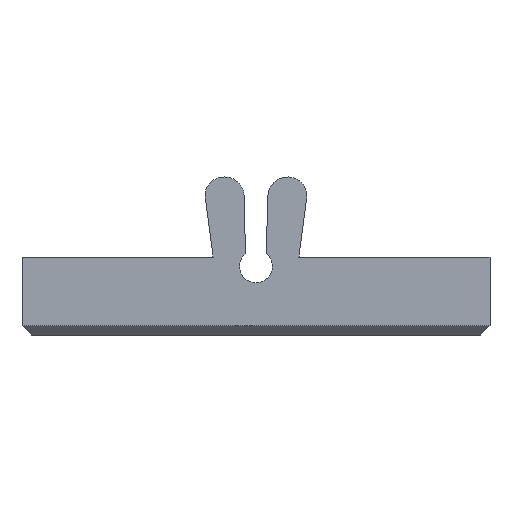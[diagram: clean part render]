
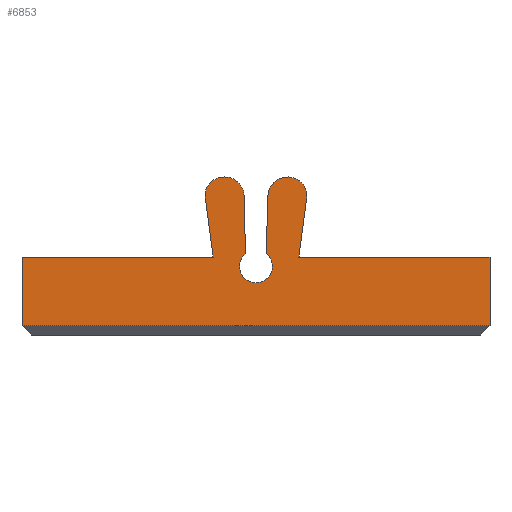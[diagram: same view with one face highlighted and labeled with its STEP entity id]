
A CAD part, left-side view. The second image highlights one B-rep face of the part: STEP entity #6853.
In plain terms, the highlighted planar face has unit normal (-1, 0, 0).
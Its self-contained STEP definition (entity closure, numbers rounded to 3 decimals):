
#83=CIRCLE('',#7239,0.525);
#301=B_SPLINE_CURVE_WITH_KNOTS('',3,(#11253,#11254,#11255,#11256,#11257,
#11258,#11259,#11260,#11261,#11262,#11263,#11264,#11265,#11266,#11267,#11268,
#11269,#11270,#11271),.UNSPECIFIED.,.F.,.F.,(4,3,3,3,3,3,4),(0.033,
0.108,0.145,0.183,0.22,
0.258,0.332),.UNSPECIFIED.);
#302=B_SPLINE_CURVE_WITH_KNOTS('',3,(#11285,#11286,#11287,#11288,#11289,
#11290,#11291,#11292,#11293,#11294,#11295,#11296,#11297,#11298,#11299,#11300,
#11301,#11302,#11303),.UNSPECIFIED.,.F.,.F.,(4,3,3,3,3,3,4),(0.034,
0.191,0.269,0.347,0.425,
0.503,0.66),.UNSPECIFIED.);
#846=FACE_OUTER_BOUND('',#1231,.T.);
#1231=EDGE_LOOP('',(#5360,#5361,#5362,#5363,#5364,#5365,#5366,#5367,#5368,
#5369,#5370,#5371));
#1727=LINE('',#11211,#2369);
#1730=LINE('',#11216,#2372);
#1733=LINE('',#11222,#2375);
#1734=LINE('',#11274,#2376);
#1735=LINE('',#11276,#2377);
#1736=LINE('',#11278,#2378);
#1737=LINE('',#11280,#2379);
#1738=LINE('',#11282,#2380);
#1739=LINE('',#11284,#2381);
#2369=VECTOR('',#7783,1000.);
#2372=VECTOR('',#7788,1000.);
#2375=VECTOR('',#7793,1000.);
#2376=VECTOR('',#7796,10.);
#2377=VECTOR('',#7797,1000.);
#2378=VECTOR('',#7798,1000.);
#2379=VECTOR('',#7799,1000.);
#2380=VECTOR('',#7800,10.);
#2381=VECTOR('',#7801,1000.);
#3044=VERTEX_POINT('',#11143);
#3046=VERTEX_POINT('',#11146);
#3058=VERTEX_POINT('',#11210);
#3059=VERTEX_POINT('',#11214);
#3060=VERTEX_POINT('',#11218);
#3061=VERTEX_POINT('',#11220);
#3062=VERTEX_POINT('',#11273);
#3063=VERTEX_POINT('',#11275);
#3064=VERTEX_POINT('',#11277);
#3065=VERTEX_POINT('',#11279);
#3066=VERTEX_POINT('',#11281);
#3067=VERTEX_POINT('',#11283);
#3875=EDGE_CURVE('',#3046,#3044,#83,.T.);
#3889=EDGE_CURVE('',#3046,#3058,#1727,.T.);
#3892=EDGE_CURVE('',#3044,#3059,#1730,.T.);
#3895=EDGE_CURVE('',#3061,#3060,#1733,.T.);
#3896=EDGE_CURVE('',#3060,#3059,#301,.T.);
#3897=EDGE_CURVE('',#3062,#3061,#1734,.T.);
#3898=EDGE_CURVE('',#3063,#3062,#1735,.T.);
#3899=EDGE_CURVE('',#3063,#3064,#1736,.T.);
#3900=EDGE_CURVE('',#3064,#3065,#1737,.T.);
#3901=EDGE_CURVE('',#3066,#3065,#1738,.T.);
#3902=EDGE_CURVE('',#3066,#3067,#1739,.T.);
#3903=EDGE_CURVE('',#3058,#3067,#302,.T.);
#5360=ORIENTED_EDGE('',*,*,#3875,.T.);
#5361=ORIENTED_EDGE('',*,*,#3892,.T.);
#5362=ORIENTED_EDGE('',*,*,#3896,.F.);
#5363=ORIENTED_EDGE('',*,*,#3895,.F.);
#5364=ORIENTED_EDGE('',*,*,#3897,.F.);
#5365=ORIENTED_EDGE('',*,*,#3898,.F.);
#5366=ORIENTED_EDGE('',*,*,#3899,.T.);
#5367=ORIENTED_EDGE('',*,*,#3900,.T.);
#5368=ORIENTED_EDGE('',*,*,#3901,.F.);
#5369=ORIENTED_EDGE('',*,*,#3902,.T.);
#5370=ORIENTED_EDGE('',*,*,#3903,.F.);
#5371=ORIENTED_EDGE('',*,*,#3889,.F.);
#6574=PLANE('',#7245);
#6853=ADVANCED_FACE('',(#846),#6574,.F.);
#7239=AXIS2_PLACEMENT_3D('',#11147,#7765,#7766);
#7245=AXIS2_PLACEMENT_3D('',#11272,#7794,#7795);
#7765=DIRECTION('center_axis',(1.,0.,0.));
#7766=DIRECTION('ref_axis',(0.,-1.,0.));
#7783=DIRECTION('',(0.,-0.03,1.));
#7788=DIRECTION('',(0.,0.024,1.));
#7793=DIRECTION('',(0.,0.13,0.992));
#7794=DIRECTION('center_axis',(1.,0.,0.));
#7795=DIRECTION('ref_axis',(0.,-1.,0.));
#7796=DIRECTION('',(0.,-1.,0.));
#7797=DIRECTION('',(0.,0.,1.));
#7798=DIRECTION('',(0.,-1.,0.));
#7799=DIRECTION('',(0.,0.,1.));
#7800=DIRECTION('',(0.,-1.,0.));
#7801=DIRECTION('',(0.,-0.13,0.992));
#11143=CARTESIAN_POINT('',(-18.487,13.037,8.856));
#11146=CARTESIAN_POINT('',(-18.487,12.373,8.865));
#11147=CARTESIAN_POINT('Origin',(-18.487,12.7,8.454));
#11210=CARTESIAN_POINT('',(-18.487,12.318,10.724));
#11211=CARTESIAN_POINT('',(-18.487,12.349,9.694));
#11214=CARTESIAN_POINT('',(-18.487,13.082,10.724));
#11216=CARTESIAN_POINT('',(-18.487,13.057,9.69));
#11218=CARTESIAN_POINT('',(-18.487,14.322,10.64));
#11220=CARTESIAN_POINT('',(-18.487,14.075,8.754));
#11222=CARTESIAN_POINT('',(-18.487,14.198,9.697));
#11253=CARTESIAN_POINT('Ctrl Pts',(-18.487,14.322,10.64));
#11254=CARTESIAN_POINT('Ctrl Pts',(-18.487,14.342,10.777));
#11255=CARTESIAN_POINT('Ctrl Pts',(-18.487,14.329,10.873));
#11256=CARTESIAN_POINT('Ctrl Pts',(-18.487,14.265,10.99));
#11257=CARTESIAN_POINT('Ctrl Pts',(-18.487,14.233,11.049));
#11258=CARTESIAN_POINT('Ctrl Pts',(-18.487,14.189,11.114));
#11259=CARTESIAN_POINT('Ctrl Pts',(-18.487,14.124,11.17));
#11260=CARTESIAN_POINT('Ctrl Pts',(-18.487,14.058,11.227));
#11261=CARTESIAN_POINT('Ctrl Pts',(-18.487,13.972,11.276));
#11262=CARTESIAN_POINT('Ctrl Pts',(-18.487,13.872,11.301));
#11263=CARTESIAN_POINT('Ctrl Pts',(-18.487,13.772,11.326));
#11264=CARTESIAN_POINT('Ctrl Pts',(-18.487,13.658,11.327));
#11265=CARTESIAN_POINT('Ctrl Pts',(-18.487,13.553,11.3));
#11266=CARTESIAN_POINT('Ctrl Pts',(-18.487,13.447,11.273));
#11267=CARTESIAN_POINT('Ctrl Pts',(-18.487,13.351,11.218));
#11268=CARTESIAN_POINT('Ctrl Pts',(-18.487,13.278,11.152));
#11269=CARTESIAN_POINT('Ctrl Pts',(-18.487,13.133,11.02));
#11270=CARTESIAN_POINT('Ctrl Pts',(-18.487,13.085,10.849));
#11271=CARTESIAN_POINT('Ctrl Pts',(-18.487,13.082,10.724));
#11272=CARTESIAN_POINT('Origin',(-18.487,12.7,9.304));
#11273=CARTESIAN_POINT('',(-18.487,20.2,8.754));
#11274=CARTESIAN_POINT('',(-18.487,12.7,8.754));
#11275=CARTESIAN_POINT('',(-18.487,20.2,6.554));
#11276=CARTESIAN_POINT('',(-18.487,20.2,8.004));
#11277=CARTESIAN_POINT('',(-18.487,5.2,6.554));
#11278=CARTESIAN_POINT('',(-18.487,5.2,6.554));
#11279=CARTESIAN_POINT('',(-18.487,5.2,8.754));
#11280=CARTESIAN_POINT('',(-18.487,5.2,8.004));
#11281=CARTESIAN_POINT('',(-18.487,11.325,8.754));
#11282=CARTESIAN_POINT('',(-18.487,12.7,8.754));
#11283=CARTESIAN_POINT('',(-18.487,11.078,10.64));
#11284=CARTESIAN_POINT('',(-18.487,11.202,9.697));
#11285=CARTESIAN_POINT('Ctrl Pts',(-18.487,12.318,10.724));
#11286=CARTESIAN_POINT('Ctrl Pts',(-18.487,12.315,10.849));
#11287=CARTESIAN_POINT('Ctrl Pts',(-18.487,12.267,11.02));
#11288=CARTESIAN_POINT('Ctrl Pts',(-18.487,12.122,11.152));
#11289=CARTESIAN_POINT('Ctrl Pts',(-18.487,12.049,11.218));
#11290=CARTESIAN_POINT('Ctrl Pts',(-18.487,11.953,11.273));
#11291=CARTESIAN_POINT('Ctrl Pts',(-18.487,11.847,11.3));
#11292=CARTESIAN_POINT('Ctrl Pts',(-18.487,11.742,11.327));
#11293=CARTESIAN_POINT('Ctrl Pts',(-18.487,11.628,11.326));
#11294=CARTESIAN_POINT('Ctrl Pts',(-18.487,11.528,11.301));
#11295=CARTESIAN_POINT('Ctrl Pts',(-18.487,11.428,11.276));
#11296=CARTESIAN_POINT('Ctrl Pts',(-18.487,11.342,11.227));
#11297=CARTESIAN_POINT('Ctrl Pts',(-18.487,11.276,11.17));
#11298=CARTESIAN_POINT('Ctrl Pts',(-18.487,11.211,11.114));
#11299=CARTESIAN_POINT('Ctrl Pts',(-18.487,11.167,11.049));
#11300=CARTESIAN_POINT('Ctrl Pts',(-18.487,11.135,10.99));
#11301=CARTESIAN_POINT('Ctrl Pts',(-18.487,11.071,10.873));
#11302=CARTESIAN_POINT('Ctrl Pts',(-18.487,11.057,10.777));
#11303=CARTESIAN_POINT('Ctrl Pts',(-18.487,11.078,10.64));
